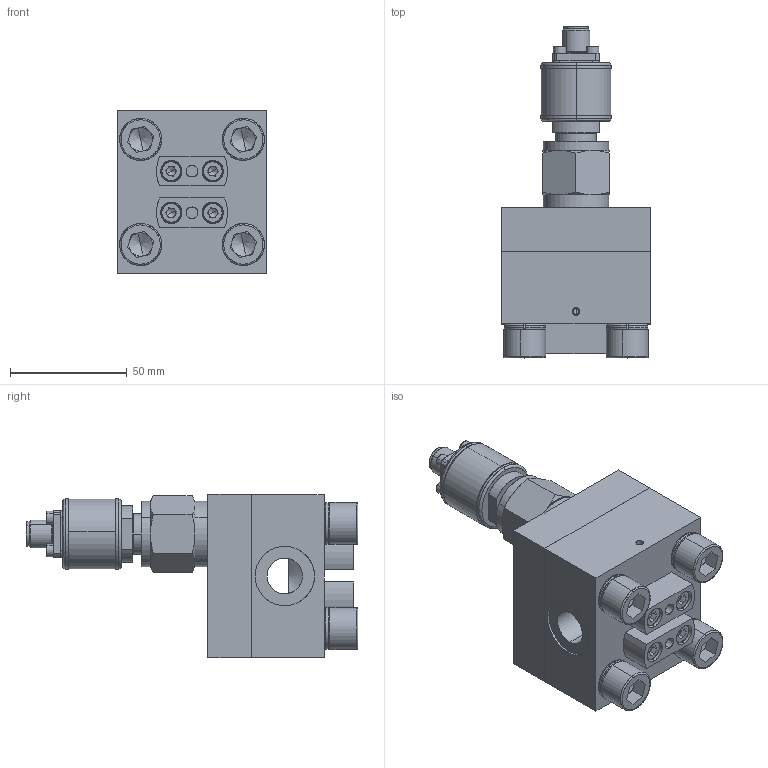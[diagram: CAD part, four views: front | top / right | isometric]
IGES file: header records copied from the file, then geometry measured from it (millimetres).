
Start section: SolidWorks IGES file using analytic representation for surfaces
Global section: file name: ECA'LT10.IGS; native system: SolidWorks 2011; preprocessor: SolidWorks 2011; author: afp; date: 130520.094135; units: millimetre
Bounding box: 63.5 x 142.1 x 69.85 mm (x, y, z)
Surface area: 87901.7 mm2 (no closed solid volume)
Topology: 0 solids, 0 shells, 793 faces, 11537 edges, 11496 vertices
Faces by surface type: bspline 411, revolution 382
